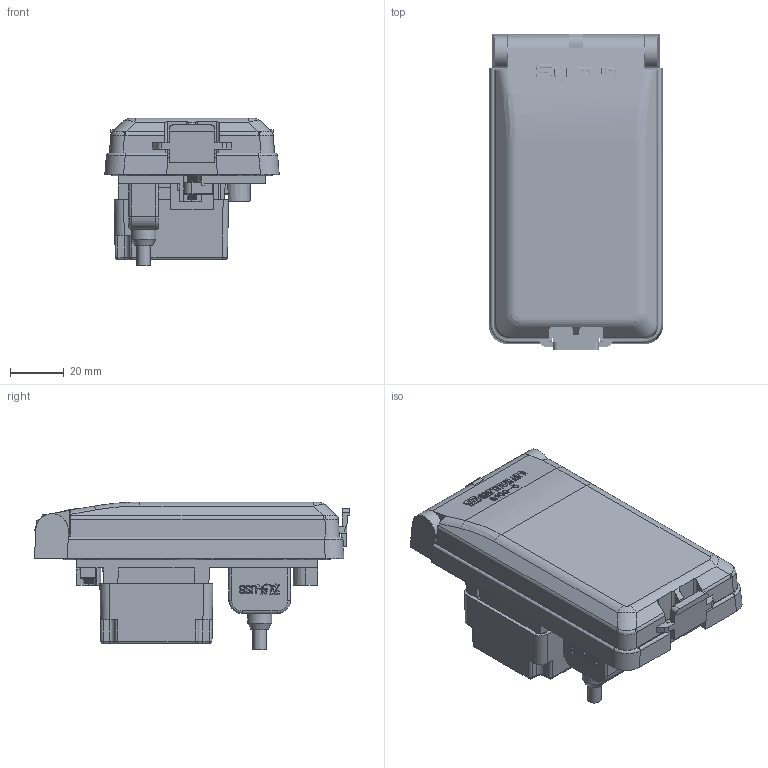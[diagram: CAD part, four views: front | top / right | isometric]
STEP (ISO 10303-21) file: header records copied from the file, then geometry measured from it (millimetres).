
FILE_DESCRIPTION(/* description */ (''),/* implementation_level */ '2;1');
FILE_NAME(/* name */ 'S100-5.stp',/* time_stamp */ '2024-08-13T13:43:54+08:00',/* author */ (''),/* organization */ (''),/* preprocessor_version */ 'ST-DEVELOPER v14',/* originating_system */ 'SIEMENS PLM Software NX 8.0',/* authorisation */ '');
FILE_SCHEMA (('AUTOMOTIVE_DESIGN { 1 0 10303 214 3 1 1 1 }'));
Products named in the file (1): S100-5 3D_stp
Bounding box: 65 x 117.6 x 55 mm (x, y, z)
Volume: 118108.8 mm3; surface area: 67012.3 mm2
Topology: 8 solids, 9 shells, 1414 faces, 3710 edges, 2354 vertices
Faces by surface type: plane 768, cylinder 291, extrusion 122, bspline 88, cone 57, sphere 55, torus 33
Full cylindrical faces by diameter (mm): 1 x25, 3.3 x2, 3.5 x3, 3.9 x2, 4 x2, 5 x1, 5.5 x6, 8.5 x3, 9 x1
Entity records: 87923 total; most frequent: CARTESIAN_POINT 53583, ORIENTED_EDGE 6994, DIRECTION 6092, EDGE_CURVE 3497, VECTOR 2298, VERTEX_POINT 2266, LINE 2176, AXIS2_PLACEMENT_3D 1897
